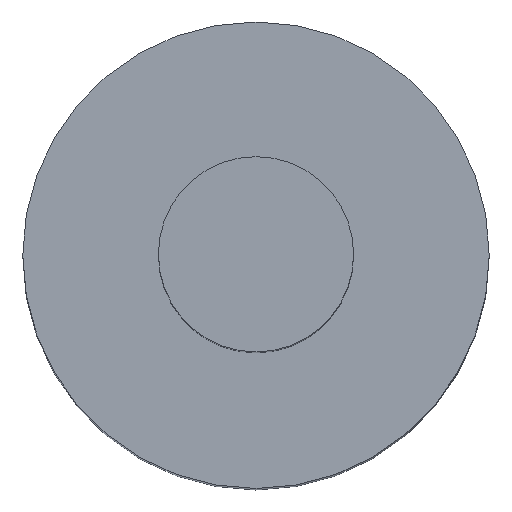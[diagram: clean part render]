
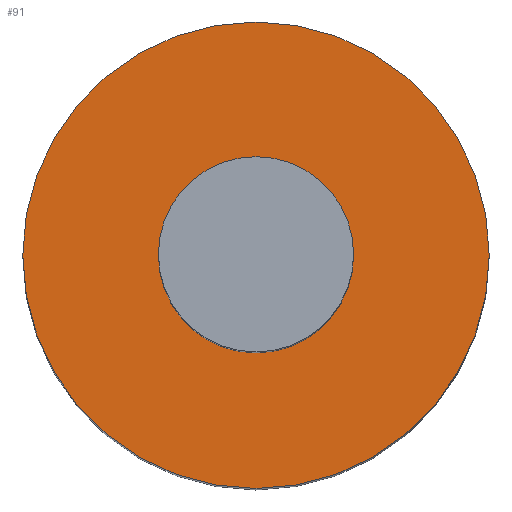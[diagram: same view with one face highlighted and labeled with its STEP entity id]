
A CAD part, top view. The second image highlights one B-rep face of the part: STEP entity #91.
In plain terms, the highlighted planar face has unit normal (0, 0, 1).
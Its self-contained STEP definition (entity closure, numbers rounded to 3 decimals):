
#13=FACE_BOUND('',#40,.T.);
#32=FACE_OUTER_BOUND('',#39,.T.);
#39=EDGE_LOOP('',(#75));
#40=EDGE_LOOP('',(#76));
#47=CIRCLE('',#116,0.9);
#48=CIRCLE('',#118,2.15);
#53=VERTEX_POINT('',#165);
#54=VERTEX_POINT('',#169);
#61=EDGE_CURVE('',#53,#53,#47,.T.);
#62=EDGE_CURVE('',#54,#54,#48,.T.);
#75=ORIENTED_EDGE('',*,*,#62,.T.);
#76=ORIENTED_EDGE('',*,*,#61,.T.);
#85=PLANE('',#117);
#91=ADVANCED_FACE('',(#32,#13),#85,.T.);
#116=AXIS2_PLACEMENT_3D('',#167,#140,#141);
#117=AXIS2_PLACEMENT_3D('',#168,#142,#143);
#118=AXIS2_PLACEMENT_3D('',#170,#144,#145);
#140=DIRECTION('center_axis',(0.,0.,-1.));
#141=DIRECTION('ref_axis',(1.,0.,0.));
#142=DIRECTION('center_axis',(0.,0.,1.));
#143=DIRECTION('ref_axis',(1.,0.,0.));
#144=DIRECTION('center_axis',(0.,0.,1.));
#145=DIRECTION('ref_axis',(1.,0.,0.));
#165=CARTESIAN_POINT('',(-0.9,0.,8.));
#167=CARTESIAN_POINT('Origin',(0.,0.,8.));
#168=CARTESIAN_POINT('Origin',(0.,0.,8.));
#169=CARTESIAN_POINT('',(-2.15,0.,8.));
#170=CARTESIAN_POINT('Origin',(0.,0.,8.));
